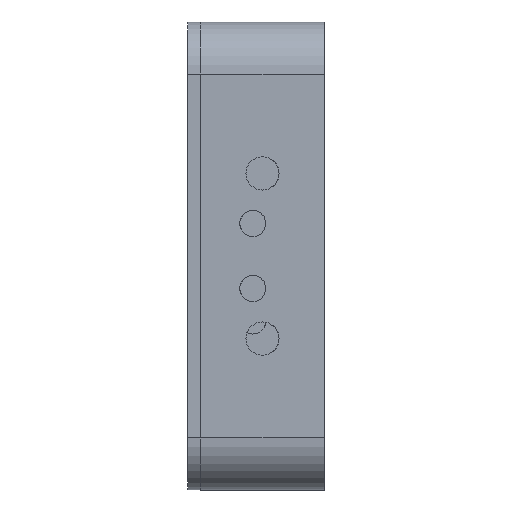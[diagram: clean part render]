
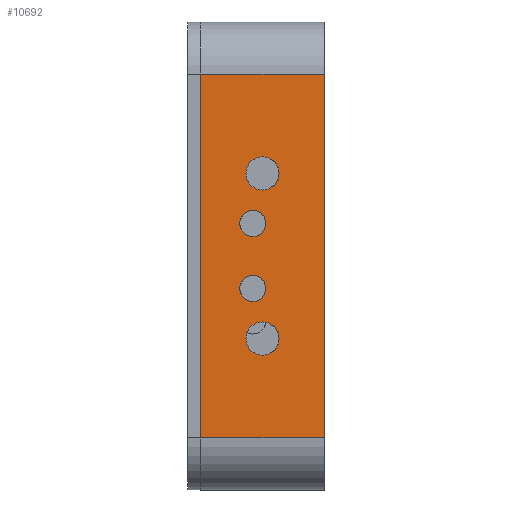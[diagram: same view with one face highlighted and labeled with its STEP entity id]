
A CAD part, left-side view. The second image highlights one B-rep face of the part: STEP entity #10692.
In plain terms, the highlighted planar face has unit normal (-1, 0, 0).
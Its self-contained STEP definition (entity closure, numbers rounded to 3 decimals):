
#557 = VERTEX_POINT ( 'NONE', #562 ) ;
#562 = CARTESIAN_POINT ( 'NONE',  ( -55., 11., 7. ) ) ;
#564 = EDGE_CURVE ( 'NONE', #10842, #557, #9753, .T. ) ;
#768 = DIRECTION ( 'NONE',  ( 0., 0., -1. ) ) ;
#865 = VERTEX_POINT ( 'NONE', #8626 ) ;
#1187 = CARTESIAN_POINT ( 'NONE',  ( -55., 11., 5. ) ) ;
#1305 = EDGE_LOOP ( 'NONE', ( #1846, #4656 ) ) ;
#1313 = CIRCLE ( 'NONE', #11962, 2.553 ) ;
#1377 = CARTESIAN_POINT ( 'NONE',  ( -55., 9.5, -12.7 ) ) ;
#1450 = EDGE_CURVE ( 'NONE', #13235, #14216, #14935, .T. ) ;
#1451 = CARTESIAN_POINT ( 'NONE',  ( -55., 11., 3. ) ) ;
#1511 = EDGE_CURVE ( 'NONE', #14216, #7051, #15920, .T. ) ;
#1569 = EDGE_LOOP ( 'NONE', ( #1741, #3931, #5762, #10153 ) ) ;
#1741 = ORIENTED_EDGE ( 'NONE', *, *, #1511, .T. ) ;
#1846 = ORIENTED_EDGE ( 'NONE', *, *, #9029, .F. ) ;
#2375 = CARTESIAN_POINT ( 'NONE',  ( -55., 9.5, 12.7 ) ) ;
#2472 = CIRCLE ( 'NONE', #6985, 2. ) ;
#2546 = FACE_BOUND ( 'NONE', #9320, .T. ) ;
#2674 = DIRECTION ( 'NONE',  ( 0., 0., 1. ) ) ;
#2699 = VECTOR ( 'NONE', #13310, 1000. ) ;
#3315 = DIRECTION ( 'NONE',  ( -1., 0., 0. ) ) ;
#3356 = AXIS2_PLACEMENT_3D ( 'NONE', #1377, #10346, #2674 ) ;
#3487 = VERTEX_POINT ( 'NONE', #4202 ) ;
#3667 = DIRECTION ( 'NONE',  ( 0., 0., 1. ) ) ;
#3834 = CARTESIAN_POINT ( 'NONE',  ( -55., 19., -28. ) ) ;
#3931 = ORIENTED_EDGE ( 'NONE', *, *, #16268, .F. ) ;
#4028 = VERTEX_POINT ( 'NONE', #13335 ) ;
#4202 = CARTESIAN_POINT ( 'NONE',  ( -55., 9.5, 15.253 ) ) ;
#4286 = VECTOR ( 'NONE', #16095, 1000. ) ;
#4474 = VERTEX_POINT ( 'NONE', #16235 ) ;
#4582 = DIRECTION ( 'NONE',  ( -1., 0., 0. ) ) ;
#4656 = ORIENTED_EDGE ( 'NONE', *, *, #14566, .F. ) ;
#4708 = VECTOR ( 'NONE', #8229, 1000. ) ;
#4749 = CIRCLE ( 'NONE', #3356, 2.553 ) ;
#4830 = CIRCLE ( 'NONE', #12765, 2.553 ) ;
#5023 = EDGE_CURVE ( 'NONE', #865, #3487, #14521, .T. ) ;
#5045 = DIRECTION ( 'NONE',  ( -1., 0., 0. ) ) ;
#5564 = FACE_OUTER_BOUND ( 'NONE', #1569, .T. ) ;
#5762 = ORIENTED_EDGE ( 'NONE', *, *, #6932, .F. ) ;
#6092 = ORIENTED_EDGE ( 'NONE', *, *, #11022, .F. ) ;
#6446 = AXIS2_PLACEMENT_3D ( 'NONE', #16149, #8496, #768 ) ;
#6932 = EDGE_CURVE ( 'NONE', #13235, #15651, #14529, .T. ) ;
#6958 = EDGE_CURVE ( 'NONE', #557, #10842, #7318, .T. ) ;
#6985 = AXIS2_PLACEMENT_3D ( 'NONE', #10954, #3315, #12257 ) ;
#7051 = VERTEX_POINT ( 'NONE', #12498 ) ;
#7095 = ORIENTED_EDGE ( 'NONE', *, *, #5023, .F. ) ;
#7158 = CARTESIAN_POINT ( 'NONE',  ( -55., 19., -28. ) ) ;
#7256 = EDGE_CURVE ( 'NONE', #4474, #4028, #2472, .T. ) ;
#7318 = CIRCLE ( 'NONE', #6446, 2. ) ;
#7689 = CARTESIAN_POINT ( 'NONE',  ( -55., 19., -28. ) ) ;
#7706 = DIRECTION ( 'NONE',  ( -1., 0., 0. ) ) ;
#8083 = CARTESIAN_POINT ( 'NONE',  ( -55., 19., -28. ) ) ;
#8093 = CARTESIAN_POINT ( 'NONE',  ( -55., 0., -28. ) ) ;
#8144 = CARTESIAN_POINT ( 'NONE',  ( -55., 9.5, -10.147 ) ) ;
#8229 = DIRECTION ( 'NONE',  ( 0., -1., 0. ) ) ;
#8294 = VERTEX_POINT ( 'NONE', #8329 ) ;
#8329 = CARTESIAN_POINT ( 'NONE',  ( -55., 9.5, -15.253 ) ) ;
#8496 = DIRECTION ( 'NONE',  ( -1., 0., 0. ) ) ;
#8626 = CARTESIAN_POINT ( 'NONE',  ( -55., 9.5, 10.147 ) ) ;
#8674 = VECTOR ( 'NONE', #12353, 1000. ) ;
#8698 = ORIENTED_EDGE ( 'NONE', *, *, #564, .F. ) ;
#8880 = AXIS2_PLACEMENT_3D ( 'NONE', #2375, #11327, #3667 ) ;
#8970 = FACE_BOUND ( 'NONE', #12135, .T. ) ;
#8971 = DIRECTION ( 'NONE',  ( 0., 0., -1. ) ) ;
#9029 = EDGE_CURVE ( 'NONE', #9836, #8294, #4830, .T. ) ;
#9320 = EDGE_LOOP ( 'NONE', ( #6092, #7095 ) ) ;
#9393 = CARTESIAN_POINT ( 'NONE',  ( -55., 19., 28. ) ) ;
#9469 = LINE ( 'NONE', #16246, #8674 ) ;
#9670 = DIRECTION ( 'NONE',  ( 0., 0., -1. ) ) ;
#9753 = CIRCLE ( 'NONE', #13817, 2. ) ;
#9836 = VERTEX_POINT ( 'NONE', #8144 ) ;
#10070 = CARTESIAN_POINT ( 'NONE',  ( -55., 0., -28. ) ) ;
#10141 = EDGE_CURVE ( 'NONE', #4028, #4474, #10196, .T. ) ;
#10153 = ORIENTED_EDGE ( 'NONE', *, *, #1450, .T. ) ;
#10193 = PLANE ( 'NONE',  #14010 ) ;
#10196 = CIRCLE ( 'NONE', #11513, 2. ) ;
#10346 = DIRECTION ( 'NONE',  ( -1., 0., 0. ) ) ;
#10639 = ORIENTED_EDGE ( 'NONE', *, *, #6958, .F. ) ;
#10692 = ADVANCED_FACE ( 'NONE', ( #12346, #2546, #15770, #8970, #5564 ), #10193, .F. ) ;
#10842 = VERTEX_POINT ( 'NONE', #1451 ) ;
#10954 = CARTESIAN_POINT ( 'NONE',  ( -55., 11., -5. ) ) ;
#11022 = EDGE_CURVE ( 'NONE', #3487, #865, #1313, .T. ) ;
#11272 = EDGE_LOOP ( 'NONE', ( #8698, #10639 ) ) ;
#11327 = DIRECTION ( 'NONE',  ( -1., 0., 0. ) ) ;
#11461 = ORIENTED_EDGE ( 'NONE', *, *, #7256, .F. ) ;
#11513 = AXIS2_PLACEMENT_3D ( 'NONE', #12690, #5045, #13995 ) ;
#11962 = AXIS2_PLACEMENT_3D ( 'NONE', #12236, #4582, #13537 ) ;
#12135 = EDGE_LOOP ( 'NONE', ( #11461, #15490 ) ) ;
#12236 = CARTESIAN_POINT ( 'NONE',  ( -55., 9.5, 12.7 ) ) ;
#12257 = DIRECTION ( 'NONE',  ( 0., 0., 1. ) ) ;
#12346 = FACE_BOUND ( 'NONE', #1305, .T. ) ;
#12353 = DIRECTION ( 'NONE',  ( 0., -1., 0. ) ) ;
#12498 = CARTESIAN_POINT ( 'NONE',  ( -55., 0., 28. ) ) ;
#12690 = CARTESIAN_POINT ( 'NONE',  ( -55., 11., -5. ) ) ;
#12765 = AXIS2_PLACEMENT_3D ( 'NONE', #15365, #7706, #16633 ) ;
#13235 = VERTEX_POINT ( 'NONE', #3834 ) ;
#13310 = DIRECTION ( 'NONE',  ( 0., 0., 1. ) ) ;
#13335 = CARTESIAN_POINT ( 'NONE',  ( -55., 11., -7. ) ) ;
#13377 = DIRECTION ( 'NONE',  ( -1., 0., 0. ) ) ;
#13537 = DIRECTION ( 'NONE',  ( 0., 0., 1. ) ) ;
#13817 = AXIS2_PLACEMENT_3D ( 'NONE', #1187, #13377, #9670 ) ;
#13995 = DIRECTION ( 'NONE',  ( 0., 0., 1. ) ) ;
#14010 = AXIS2_PLACEMENT_3D ( 'NONE', #7689, #16626, #8971 ) ;
#14216 = VERTEX_POINT ( 'NONE', #8093 ) ;
#14521 = CIRCLE ( 'NONE', #8880, 2.553 ) ;
#14529 = LINE ( 'NONE', #7158, #4286 ) ;
#14566 = EDGE_CURVE ( 'NONE', #8294, #9836, #4749, .T. ) ;
#14935 = LINE ( 'NONE', #8083, #4708 ) ;
#15365 = CARTESIAN_POINT ( 'NONE',  ( -55., 9.5, -12.7 ) ) ;
#15490 = ORIENTED_EDGE ( 'NONE', *, *, #10141, .F. ) ;
#15651 = VERTEX_POINT ( 'NONE', #9393 ) ;
#15770 = FACE_BOUND ( 'NONE', #11272, .T. ) ;
#15920 = LINE ( 'NONE', #10070, #2699 ) ;
#16095 = DIRECTION ( 'NONE',  ( 0., 0., 1. ) ) ;
#16149 = CARTESIAN_POINT ( 'NONE',  ( -55., 11., 5. ) ) ;
#16235 = CARTESIAN_POINT ( 'NONE',  ( -55., 11., -3. ) ) ;
#16246 = CARTESIAN_POINT ( 'NONE',  ( -55., 19., 28. ) ) ;
#16268 = EDGE_CURVE ( 'NONE', #15651, #7051, #9469, .T. ) ;
#16626 = DIRECTION ( 'NONE',  ( 1., 0., 0. ) ) ;
#16633 = DIRECTION ( 'NONE',  ( 0., 0., 1. ) ) ;
